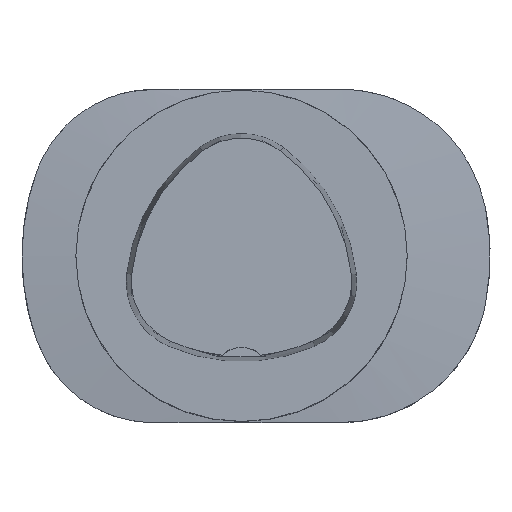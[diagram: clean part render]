
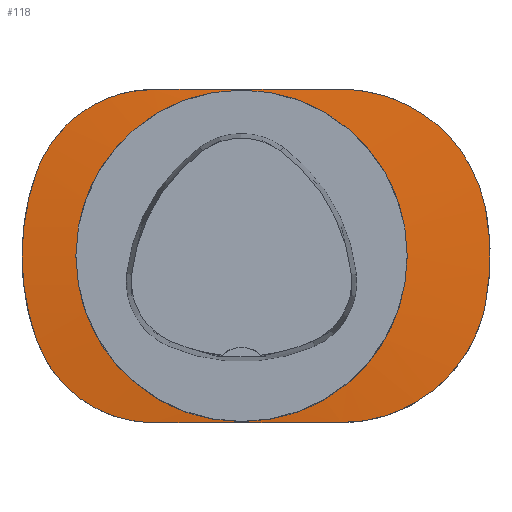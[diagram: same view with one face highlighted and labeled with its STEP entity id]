
A CAD part, top view. The second image highlights one B-rep face of the part: STEP entity #118.
In plain terms, the highlighted conical face has half-angle 85 degrees and reference radius 39.895 mm.
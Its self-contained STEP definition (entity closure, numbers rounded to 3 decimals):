
#35=CONICAL_SURFACE('',#738,39.895,85.);
#102=B_SPLINE_CURVE_WITH_KNOTS('',3,(#1044,#1045,#1046,#1047,#1048,#1049),
 .UNSPECIFIED.,.F.,.F.,(4,2,4),(0.,0.5,1.),.UNSPECIFIED.);
#103=B_SPLINE_CURVE_WITH_KNOTS('',3,(#1058,#1059,#1060,#1061,#1062,#1063),
 .UNSPECIFIED.,.F.,.F.,(4,2,4),(0.,0.5,1.),.UNSPECIFIED.);
#104=B_SPLINE_CURVE_WITH_KNOTS('',3,(#1104,#1105,#1106,#1107,#1108,#1109,
#1110,#1111,#1112,#1113),.UNSPECIFIED.,.F.,.F.,(4,2,2,2,4),(0.,0.25,0.5,
0.75,1.),.UNSPECIFIED.);
#105=B_SPLINE_CURVE_WITH_KNOTS('',3,(#1129,#1130,#1131,#1132,#1133,#1134,
#1135,#1136,#1137,#1138),.UNSPECIFIED.,.F.,.F.,(4,2,2,2,4),(0.,0.25,0.5,
0.75,1.),.UNSPECIFIED.);
#106=B_SPLINE_CURVE_WITH_KNOTS('',3,(#1139,#1140,#1141,#1142,#1143,#1144,
#1145,#1146,#1147,#1148),.UNSPECIFIED.,.F.,.F.,(4,2,2,2,4),(0.,0.25,0.5,
0.75,1.),.UNSPECIFIED.);
#107=B_SPLINE_CURVE_WITH_KNOTS('',3,(#1149,#1150,#1151,#1152,#1153,#1154,
#1155,#1156),.UNSPECIFIED.,.F.,.F.,(4,2,2,4),(0.,0.25,0.5,1.),
 .UNSPECIFIED.);
#108=B_SPLINE_CURVE_WITH_KNOTS('',3,(#1157,#1158,#1159,#1160,#1161,#1162,
#1163,#1164,#1165,#1166),.UNSPECIFIED.,.F.,.F.,(4,2,2,2,4),(0.,0.25,0.5,
0.75,1.),.UNSPECIFIED.);
#118=ADVANCED_FACE('',(#260,#261),#35,.T.);
#260=FACE_BOUND('',#276,.T.);
#261=FACE_BOUND('',#277,.T.);
#276=EDGE_LOOP('',(#364));
#277=EDGE_LOOP('',(#365,#366,#367,#368,#369,#370,#371,#372));
#364=ORIENTED_EDGE('',*,*,#556,.T.);
#365=ORIENTED_EDGE('',*,*,#584,.T.);
#366=ORIENTED_EDGE('',*,*,#606,.T.);
#367=ORIENTED_EDGE('',*,*,#574,.F.);
#368=ORIENTED_EDGE('',*,*,#607,.T.);
#369=ORIENTED_EDGE('',*,*,#597,.T.);
#370=ORIENTED_EDGE('',*,*,#608,.T.);
#371=ORIENTED_EDGE('',*,*,#578,.F.);
#372=ORIENTED_EDGE('',*,*,#609,.T.);
#494=VERTEX_POINT('',#1008);
#512=VERTEX_POINT('',#1050);
#513=VERTEX_POINT('',#1051);
#516=VERTEX_POINT('',#1064);
#517=VERTEX_POINT('',#1065);
#522=VERTEX_POINT('',#1076);
#523=VERTEX_POINT('',#1078);
#529=VERTEX_POINT('',#1091);
#535=VERTEX_POINT('',#1103);
#556=EDGE_CURVE('',#494,#494,#648,.T.);
#574=EDGE_CURVE('',#512,#513,#102,.T.);
#578=EDGE_CURVE('',#516,#517,#103,.T.);
#584=EDGE_CURVE('',#523,#522,#651,.T.);
#597=EDGE_CURVE('',#529,#535,#104,.T.);
#606=EDGE_CURVE('',#522,#513,#105,.T.);
#607=EDGE_CURVE('',#512,#529,#106,.T.);
#608=EDGE_CURVE('',#535,#517,#107,.T.);
#609=EDGE_CURVE('',#516,#523,#108,.T.);
#648=CIRCLE('',#710,40.);
#651=CIRCLE('',#724,60.);
#710=AXIS2_PLACEMENT_3D('',#1007,#798,#799);
#724=AXIS2_PLACEMENT_3D('',#1077,#841,#842);
#738=AXIS2_PLACEMENT_3D('',#1167,#880,#881);
#798=DIRECTION('',(0.,0.,-1.));
#799=DIRECTION('',(-1.,0.,0.));
#841=DIRECTION('',(0.,0.,1.));
#842=DIRECTION('',(-1.,0.,0.));
#880=DIRECTION('',(0.,0.,-1.));
#881=DIRECTION('',(-1.,0.,0.));
#1007=CARTESIAN_POINT('',(0.,0.,-31.305));
#1008=CARTESIAN_POINT('',(-40.,0.,-31.305));
#1044=CARTESIAN_POINT('',(-21.213,40.2,-31.782));
#1045=CARTESIAN_POINT('',(-13.67,40.2,-31.474));
#1046=CARTESIAN_POINT('',(-6.116,40.2,-31.301));
#1047=CARTESIAN_POINT('',(9.014,40.2,-31.348));
#1048=CARTESIAN_POINT('',(16.574,40.2,-31.567));
#1049=CARTESIAN_POINT('',(24.127,40.2,-31.907));
#1050=CARTESIAN_POINT('',(-21.213,40.2,-31.782));
#1051=CARTESIAN_POINT('',(24.127,40.2,-31.907));
#1058=CARTESIAN_POINT('',(24.127,-40.2,-31.907));
#1059=CARTESIAN_POINT('',(16.583,-40.2,-31.567));
#1060=CARTESIAN_POINT('',(9.027,-40.2,-31.348));
#1061=CARTESIAN_POINT('',(-6.101,-40.2,-31.3));
#1062=CARTESIAN_POINT('',(-13.659,-40.2,-31.473));
#1063=CARTESIAN_POINT('',(-21.213,-40.2,-31.782));
#1064=CARTESIAN_POINT('',(24.127,-40.2,-31.907));
#1065=CARTESIAN_POINT('',(-21.213,-40.2,-31.782));
#1076=CARTESIAN_POINT('',(58.847,11.707,-33.054));
#1077=CARTESIAN_POINT('',(0.,0.,-33.054));
#1078=CARTESIAN_POINT('',(58.847,-11.707,-33.054));
#1091=CARTESIAN_POINT('',(-49.426,20.4,-32.483));
#1103=CARTESIAN_POINT('',(-49.426,-20.4,-32.483));
#1104=CARTESIAN_POINT('',(-49.426,20.4,-32.483));
#1105=CARTESIAN_POINT('',(-50.608,17.13,-32.47));
#1106=CARTESIAN_POINT('',(-51.496,13.792,-32.459));
#1107=CARTESIAN_POINT('',(-52.693,6.981,-32.445));
#1108=CARTESIAN_POINT('',(-53.,3.473,-32.442));
#1109=CARTESIAN_POINT('',(-53.,-3.474,-32.442));
#1110=CARTESIAN_POINT('',(-52.701,-6.914,-32.445));
#1111=CARTESIAN_POINT('',(-51.51,-13.73,-32.459));
#1112=CARTESIAN_POINT('',(-50.605,-17.137,-32.47));
#1113=CARTESIAN_POINT('',(-49.426,-20.4,-32.483));
#1129=CARTESIAN_POINT('',(58.847,11.707,-33.054));
#1130=CARTESIAN_POINT('',(58.047,15.725,-33.054));
#1131=CARTESIAN_POINT('',(56.589,19.501,-33.03));
#1132=CARTESIAN_POINT('',(52.38,26.518,-32.929));
#1133=CARTESIAN_POINT('',(49.729,29.587,-32.856));
#1134=CARTESIAN_POINT('',(43.408,34.768,-32.659));
#1135=CARTESIAN_POINT('',(39.871,36.768,-32.539));
#1136=CARTESIAN_POINT('',(32.186,39.511,-32.252));
#1137=CARTESIAN_POINT('',(28.219,40.2,-32.091));
#1138=CARTESIAN_POINT('',(24.127,40.2,-31.907));
#1139=CARTESIAN_POINT('',(-21.213,40.2,-31.782));
#1140=CARTESIAN_POINT('',(-24.3,40.2,-31.908));
#1141=CARTESIAN_POINT('',(-27.297,39.734,-32.015));
#1142=CARTESIAN_POINT('',(-33.114,37.907,-32.202));
#1143=CARTESIAN_POINT('',(-35.909,36.531,-32.279));
#1144=CARTESIAN_POINT('',(-40.907,33.035,-32.398));
#1145=CARTESIAN_POINT('',(-43.163,30.875,-32.44));
#1146=CARTESIAN_POINT('',(-46.872,26.04,-32.489));
#1147=CARTESIAN_POINT('',(-48.375,23.306,-32.495));
#1148=CARTESIAN_POINT('',(-49.426,20.4,-32.483));
#1149=CARTESIAN_POINT('',(-49.426,-20.4,-32.483));
#1150=CARTESIAN_POINT('',(-48.376,-23.303,-32.495));
#1151=CARTESIAN_POINT('',(-46.916,-25.973,-32.489));
#1152=CARTESIAN_POINT('',(-43.186,-30.855,-32.441));
#1153=CARTESIAN_POINT('',(-40.969,-32.983,-32.399));
#1154=CARTESIAN_POINT('',(-33.46,-38.261,-32.221));
#1155=CARTESIAN_POINT('',(-27.381,-40.2,-32.034));
#1156=CARTESIAN_POINT('',(-21.213,-40.2,-31.782));
#1157=CARTESIAN_POINT('',(24.127,-40.2,-31.907));
#1158=CARTESIAN_POINT('',(28.219,-40.2,-32.091));
#1159=CARTESIAN_POINT('',(32.203,-39.508,-32.252));
#1160=CARTESIAN_POINT('',(39.904,-36.753,-32.54));
#1161=CARTESIAN_POINT('',(43.43,-34.755,-32.659));
#1162=CARTESIAN_POINT('',(49.748,-29.568,-32.856));
#1163=CARTESIAN_POINT('',(52.4,-26.491,-32.93));
#1164=CARTESIAN_POINT('',(56.596,-19.484,-33.03));
#1165=CARTESIAN_POINT('',(58.047,-15.725,-33.054));
#1166=CARTESIAN_POINT('',(58.847,-11.707,-33.054));
#1167=CARTESIAN_POINT('',(0.,0.,-31.295));
